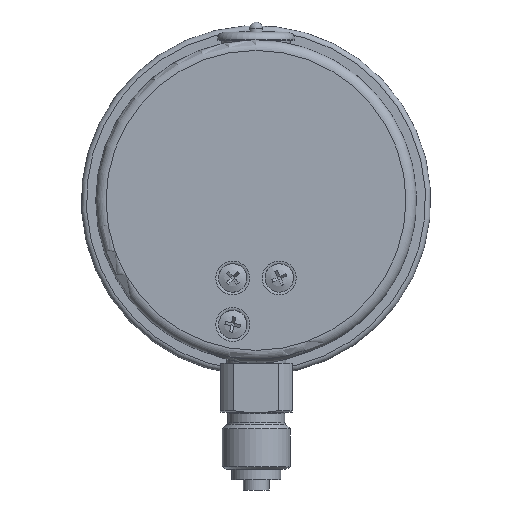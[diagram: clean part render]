
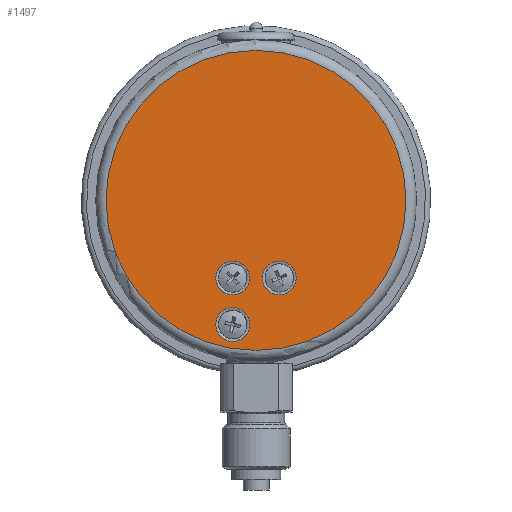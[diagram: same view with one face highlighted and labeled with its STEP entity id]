
A CAD part, left-side view. The second image highlights one B-rep face of the part: STEP entity #1497.
In plain terms, the highlighted planar face has unit normal (-1, 0, 0).
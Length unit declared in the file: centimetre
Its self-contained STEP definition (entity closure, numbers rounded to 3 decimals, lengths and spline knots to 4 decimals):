
#48=FACE_BOUND('',#406,.T.);
#49=FACE_BOUND('',#407,.T.);
#50=FACE_BOUND('',#408,.T.);
#286=FACE_OUTER_BOUND('',#405,.T.);
#405=EDGE_LOOP('',(#1010));
#406=EDGE_LOOP('',(#1011));
#407=EDGE_LOOP('',(#1012));
#408=EDGE_LOOP('',(#1013));
#521=CIRCLE('',#1593,2.9);
#538=CIRCLE('',#1627,0.3277);
#540=CIRCLE('',#1630,0.3277);
#541=CIRCLE('',#1632,0.3277);
#629=VERTEX_POINT('',#2388);
#643=VERTEX_POINT('',#2475);
#645=VERTEX_POINT('',#2480);
#646=VERTEX_POINT('',#2483);
#759=EDGE_CURVE('',#629,#629,#521,.T.);
#780=EDGE_CURVE('',#643,#643,#538,.T.);
#782=EDGE_CURVE('',#645,#645,#540,.T.);
#783=EDGE_CURVE('',#646,#646,#541,.T.);
#1010=ORIENTED_EDGE('',*,*,#759,.T.);
#1011=ORIENTED_EDGE('',*,*,#782,.F.);
#1012=ORIENTED_EDGE('',*,*,#780,.F.);
#1013=ORIENTED_EDGE('',*,*,#783,.F.);
#1313=PLANE('',#1631);
#1497=ADVANCED_FACE('',(#286,#48,#49,#50),#1313,.T.);
#1593=AXIS2_PLACEMENT_3D('',#2389,#1819,#1820);
#1627=AXIS2_PLACEMENT_3D('',#2476,#1889,#1890);
#1630=AXIS2_PLACEMENT_3D('',#2481,#1895,#1896);
#1631=AXIS2_PLACEMENT_3D('',#2482,#1897,#1898);
#1632=AXIS2_PLACEMENT_3D('',#2484,#1899,#1900);
#1819=DIRECTION('center_axis',(-1.,0.,0.));
#1820=DIRECTION('ref_axis',(0.,1.,0.));
#1889=DIRECTION('center_axis',(-1.,0.,0.));
#1890=DIRECTION('ref_axis',(0.,-1.,0.));
#1895=DIRECTION('center_axis',(-1.,0.,0.));
#1896=DIRECTION('ref_axis',(0.,-1.,0.));
#1897=DIRECTION('center_axis',(-1.,0.,0.));
#1898=DIRECTION('ref_axis',(0.,0.,1.));
#1899=DIRECTION('center_axis',(-1.,0.,0.));
#1900=DIRECTION('ref_axis',(0.,-1.,0.));
#2388=CARTESIAN_POINT('',(3.8366,2.87,-1.0558));
#2389=CARTESIAN_POINT('Origin',(3.8366,-0.03,-1.0558));
#2475=CARTESIAN_POINT('',(3.8366,0.7477,-2.5558));
#2476=CARTESIAN_POINT('Origin',(3.8366,0.42,-2.5558));
#2480=CARTESIAN_POINT('',(3.8366,-0.1523,-2.5558));
#2481=CARTESIAN_POINT('Origin',(3.8366,-0.48,-2.5558));
#2482=CARTESIAN_POINT('Origin',(3.8366,-0.03,-1.0558));
#2483=CARTESIAN_POINT('',(3.8366,0.7477,-3.4558));
#2484=CARTESIAN_POINT('Origin',(3.8366,0.42,-3.4558));
